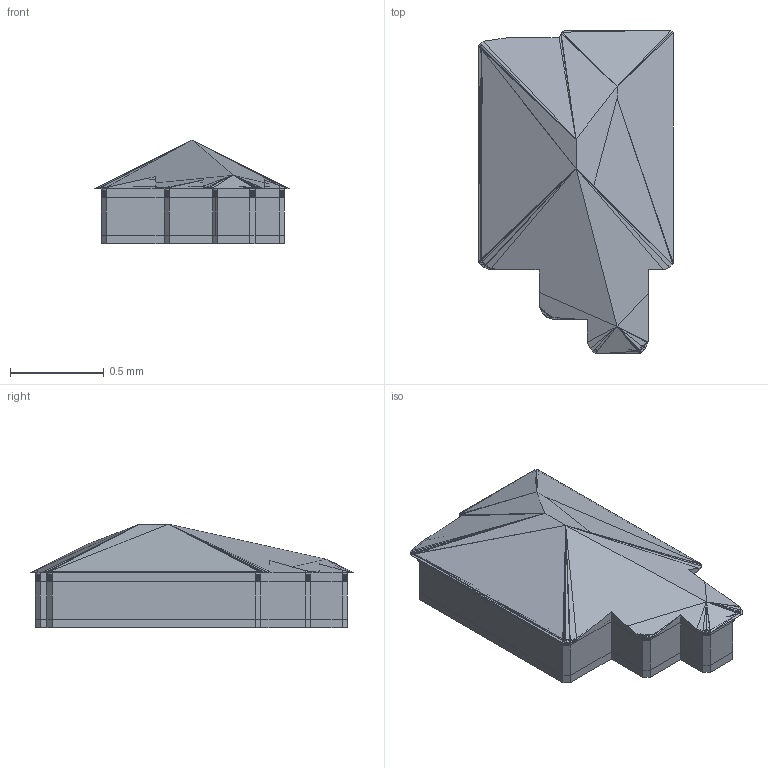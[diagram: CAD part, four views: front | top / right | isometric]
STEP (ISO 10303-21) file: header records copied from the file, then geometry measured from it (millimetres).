
FILE_DESCRIPTION(('FreeCAD Model'),'2;1');
FILE_NAME('Open CASCADE Shape Model','2026-01-04T14:40:52',('FreeCAD'),( 'FreeCAD'),'Open CASCADE STEP processor 7.8','FreeCAD','Unknown');
FILE_SCHEMA(('AUTOMOTIVE_DESIGN { 1 0 10303 214 1 1 1 1 }'));
Length unit declared in the file: millimetre
Products named in the file (1): Open CASCADE STEP translator 7.8 1
Bounding box: 1.04 x 1.73 x 0.55 mm (x, y, z)
Volume: 0.3 mm3; surface area: 22.9 mm2
Topology: 11 solids, 11 shells, 938 faces, 1748 edges, 810 vertices
Faces by surface type: plane 938
Entity records: 21410 total; most frequent: DIRECTION 3626, CARTESIAN_POINT 3497, ORIENTED_EDGE 3496, EDGE_CURVE 1748, LINE 1748, VECTOR 1748, FACE_BOUND 944, EDGE_LOOP 944
